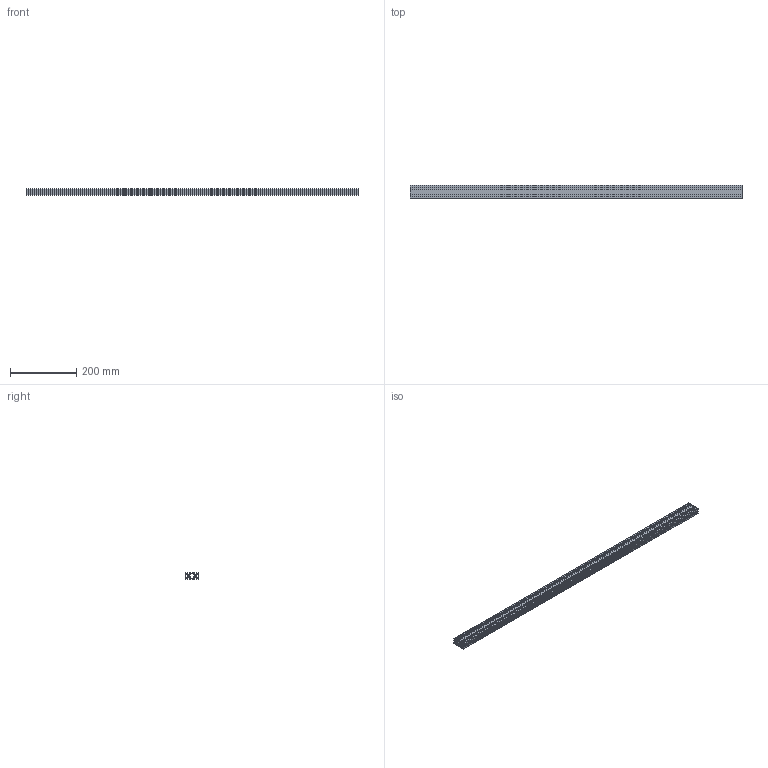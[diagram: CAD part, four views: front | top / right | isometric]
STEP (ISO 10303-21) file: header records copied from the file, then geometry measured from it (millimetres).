
FILE_DESCRIPTION(('STEP AP214'),'1');
FILE_NAME('cctmp_F4C577D2-B883-448C-96A1-DE2A200A85C5_2020_1_20_9_29_50_44..stp','2020-01-20T08:29:50',('Bosch Rexroth AG'),('CADClick - www.CADClick.com'),'Spatial InterOp 3D',' ','unknown authorization - (Healing Option Enabled)');
FILE_SCHEMA(('AUTOMOTIVE_DESIGN'));
Length unit declared in the file: millimetre
Products named in the file (1): 2020_01_20__09-29-50-044
Bounding box: 1000 x 40 x 20 mm (x, y, z)
Volume: 290783.5 mm3; surface area: 334159.7 mm2
Topology: 1 solids, 1 shells, 138 faces, 408 edges, 272 vertices
Faces by surface type: plane 126, cylinder 12
Entity records: 5676 total; most frequent: CARTESIAN_POINT 819, ORIENTED_EDGE 816, DIRECTION 710, EDGE_CURVE 408, LINE 384, VECTOR 384, VERTEX_POINT 272, AXIS2_PLACEMENT_3D 163
